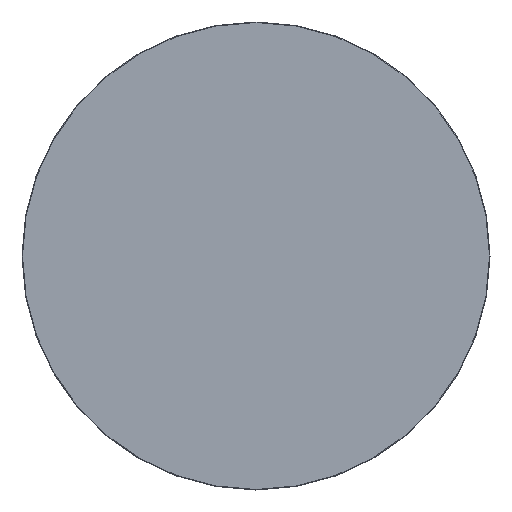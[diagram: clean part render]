
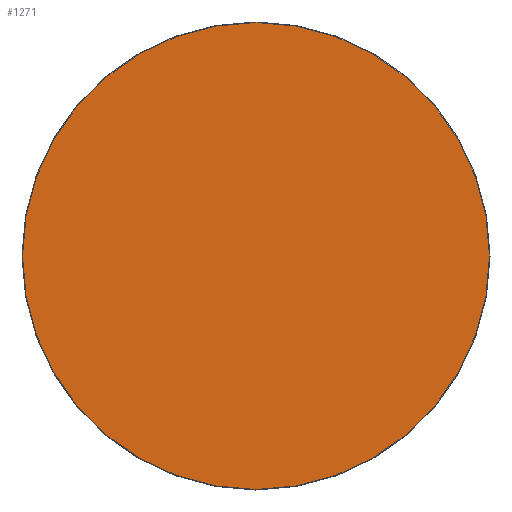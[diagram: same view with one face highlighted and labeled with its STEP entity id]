
A CAD part, left-side view. The second image highlights one B-rep face of the part: STEP entity #1271.
In plain terms, the highlighted planar face has unit normal (-1, 0, 0).
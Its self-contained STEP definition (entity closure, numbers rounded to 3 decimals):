
#5 = CIRCLE ( 'NONE', #889, 129.7 ) ;
#14 = DIRECTION ( 'NONE',  ( 0., 0., -1. ) ) ;
#199 = ORIENTED_EDGE ( 'NONE', *, *, #505, .T. ) ;
#205 = VERTEX_POINT ( 'NONE', #489 ) ;
#216 = EDGE_CURVE ( 'NONE', #580, #205, #5, .T. ) ;
#293 = EDGE_LOOP ( 'NONE', ( #199, #1828 ) ) ;
#362 = AXIS2_PLACEMENT_3D ( 'NONE', #1787, #1153, #14 ) ;
#363 = CIRCLE ( 'NONE', #529, 129.7 ) ;
#489 = CARTESIAN_POINT ( 'NONE',  ( 0., 0., -129.7 ) ) ;
#505 = EDGE_CURVE ( 'NONE', #205, #580, #363, .T. ) ;
#529 = AXIS2_PLACEMENT_3D ( 'NONE', #1305, #779, #1761 ) ;
#580 = VERTEX_POINT ( 'NONE', #641 ) ;
#641 = CARTESIAN_POINT ( 'NONE',  ( 0., 0., 129.7 ) ) ;
#643 = PLANE ( 'NONE',  #362 ) ;
#779 = DIRECTION ( 'NONE',  ( -1., 0., 0. ) ) ;
#889 = AXIS2_PLACEMENT_3D ( 'NONE', #1759, #1620, #1780 ) ;
#1153 = DIRECTION ( 'NONE',  ( 1., 0., 0. ) ) ;
#1271 = ADVANCED_FACE ( 'NONE', ( #1875 ), #643, .F. ) ;
#1305 = CARTESIAN_POINT ( 'NONE',  ( 0., 0., 0. ) ) ;
#1620 = DIRECTION ( 'NONE',  ( -1., 0., 0. ) ) ;
#1759 = CARTESIAN_POINT ( 'NONE',  ( 0., 0., 0. ) ) ;
#1761 = DIRECTION ( 'NONE',  ( 0., 0., 1. ) ) ;
#1780 = DIRECTION ( 'NONE',  ( 0., 0., 1. ) ) ;
#1787 = CARTESIAN_POINT ( 'NONE',  ( 0., 0., 0. ) ) ;
#1828 = ORIENTED_EDGE ( 'NONE', *, *, #216, .T. ) ;
#1875 = FACE_OUTER_BOUND ( 'NONE', #293, .T. ) ;
